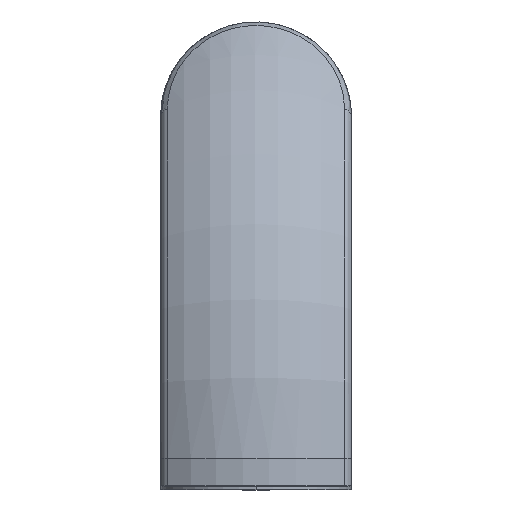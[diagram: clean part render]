
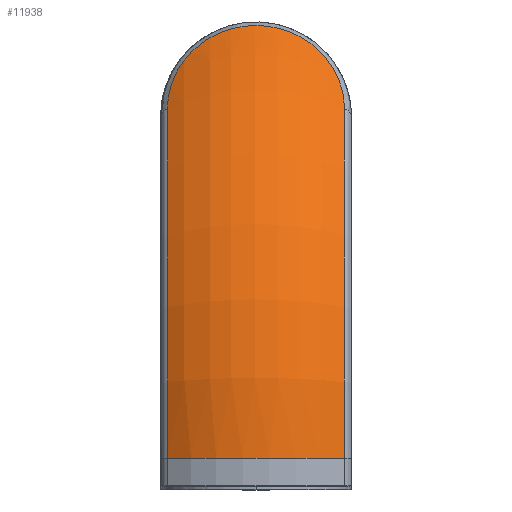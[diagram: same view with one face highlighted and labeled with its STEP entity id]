
A CAD part, top view. The second image highlights one B-rep face of the part: STEP entity #11938.
In plain terms, the highlighted toroidal (fillet/blend) face has major radius 72.969 mm and minor radius 28.521 mm.
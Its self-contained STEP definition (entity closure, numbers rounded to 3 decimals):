
#120 = CARTESIAN_POINT ( 'NONE',  ( 16.204, 2.482, 354.806 ) ) ;
#419 = CARTESIAN_POINT ( 'NONE',  ( 8.48, 14.568, 347.589 ) ) ;
#734 = DIRECTION ( 'NONE',  ( 0., 0., -1. ) ) ;
#851 = CARTESIAN_POINT ( 'NONE',  ( -8.517, 14.547, 347.597 ) ) ;
#997 = CARTESIAN_POINT ( 'NONE',  ( 0., -62.47, 356.479 ) ) ;
#998 = CARTESIAN_POINT ( 'NONE',  ( -10.334, 13.343, 348.06 ) ) ;
#1245 = ORIENTED_EDGE ( 'NONE', *, *, #15843, .T. ) ;
#1359 = EDGE_CURVE ( 'NONE', #11629, #11481, #12018, .T. ) ;
#2520 = AXIS2_PLACEMENT_3D ( 'NONE', #997, #28181, #28770 ) ;
#2683 = CARTESIAN_POINT ( 'NONE',  ( 14.362, 8.619, 350.402 ) ) ;
#2754 = ORIENTED_EDGE ( 'NONE', *, *, #1359, .T. ) ;
#2826 = CARTESIAN_POINT ( 'NONE',  ( 11.115, 12.655, 348.354 ) ) ;
#2937 = CARTESIAN_POINT ( 'NONE',  ( -16.204, 1.641, 355.554 ) ) ;
#2970 = CARTESIAN_POINT ( 'NONE',  ( -13.572, 9.883, 349.692 ) ) ;
#3111 = CARTESIAN_POINT ( 'NONE',  ( -12.62, 11.108, 349.068 ) ) ;
#3255 = CARTESIAN_POINT ( 'NONE',  ( -15.799, 5.079, 352.735 ) ) ;
#4057 = CARTESIAN_POINT ( 'NONE',  ( -16.204, -62.47, 283.511 ) ) ;
#4250 = B_SPLINE_CURVE_WITH_KNOTS ( 'NONE', 3,
 ( #11438, #120, #4488, #25173, #18391, #6910, #9320, #18550, #27744, #2683, #23357, #9761, #25767, #7204, #2826, #5522, #12318, #10205, #419, #12465, #5232, #26200, #26050, #21535, #14301, #23802, #10050, #4945, #28471, #9614, #25622, #14156, #7790, #5092, #18990, #851, #28183, #998, #23499, #16575, #18847, #3111, #28035, #14738, #2970, #23941, #5381, #19275, #12031, #17010, #3255, #11887, #21679, #7352, #21106, #21245 ),
 .UNSPECIFIED., .F., .F.,
 ( 4, 2, 2, 2, 2, 2, 2, 2, 2, 2, 2, 2, 2, 2, 2, 2, 2, 2, 2, 2, 2, 2, 2, 2, 2, 2, 2, 4 ),
 ( 0., 0.003, 0.005, 0.007, 0.008, 0.01, 0.013, 0.015, 0.017, 0.018, 0.02, 0.023, 0.025, 0.027, 0.029, 0.03, 0.034, 0.035, 0.037, 0.04, 0.041, 0.042, 0.044, 0.045, 0.047, 0.05, 0.052, 0.054 ),
 .UNSPECIFIED. ) ;
#4488 = CARTESIAN_POINT ( 'NONE',  ( 16.128, 3.338, 354.089 ) ) ;
#4637 = DIRECTION ( 'NONE',  ( 0., 0., 1. ) ) ;
#4945 = CARTESIAN_POINT ( 'NONE',  ( -0.581, 16.844, 346.83 ) ) ;
#5084 = VERTEX_POINT ( 'NONE', #11103 ) ;
#5092 = CARTESIAN_POINT ( 'NONE',  ( -7.042, 15.317, 347.322 ) ) ;
#5232 = CARTESIAN_POINT ( 'NONE',  ( 7.008, 15.333, 347.317 ) ) ;
#5381 = CARTESIAN_POINT ( 'NONE',  ( -14.369, 8.606, 350.41 ) ) ;
#5522 = CARTESIAN_POINT ( 'NONE',  ( 10.282, 13.349, 348.062 ) ) ;
#6910 = CARTESIAN_POINT ( 'NONE',  ( 15.517, 5.981, 352.098 ) ) ;
#7204 = CARTESIAN_POINT ( 'NONE',  ( 11.513, 12.287, 348.515 ) ) ;
#7352 = CARTESIAN_POINT ( 'NONE',  ( -16.185, 2.487, 354.812 ) ) ;
#7790 = CARTESIAN_POINT ( 'NONE',  ( -5.513, 15.959, 347.105 ) ) ;
#8281 = VERTEX_POINT ( 'NONE', #21188 ) ;
#9254 = CIRCLE ( 'NONE', #16971, 96.439 ) ;
#9320 = CARTESIAN_POINT ( 'NONE',  ( 15.365, 6.424, 351.793 ) ) ;
#9614 = CARTESIAN_POINT ( 'NONE',  ( -2.247, 16.704, 346.872 ) ) ;
#9761 = CARTESIAN_POINT ( 'NONE',  ( 13.275, 10.339, 349.441 ) ) ;
#10050 = CARTESIAN_POINT ( 'NONE',  ( 0.533, 16.845, 346.83 ) ) ;
#10205 = CARTESIAN_POINT ( 'NONE',  ( 8.948, 14.285, 347.694 ) ) ;
#10922 = EDGE_LOOP ( 'NONE', ( #1245, #26447, #11570, #2754 ) ) ;
#11103 = CARTESIAN_POINT ( 'NONE',  ( 16.204, 1.641, 355.554 ) ) ;
#11438 = CARTESIAN_POINT ( 'NONE',  ( 16.204, 1.641, 355.554 ) ) ;
#11481 = VERTEX_POINT ( 'NONE', #12624 ) ;
#11570 = ORIENTED_EDGE ( 'NONE', *, *, #19075, .T. ) ;
#11629 = VERTEX_POINT ( 'NONE', #2937 ) ;
#11674 = FACE_OUTER_BOUND ( 'NONE', #10922, .T. ) ;
#11887 = CARTESIAN_POINT ( 'NONE',  ( -16.045, 3.777, 353.748 ) ) ;
#11938 = ADVANCED_FACE ( 'NONE', ( #11674 ), #16631, .T. ) ;
#12018 = CIRCLE ( 'NONE', #14891, 96.439 ) ;
#12031 = CARTESIAN_POINT ( 'NONE',  ( -15.023, 7.283, 351.224 ) ) ;
#12318 = CARTESIAN_POINT ( 'NONE',  ( 9.849, 13.675, 347.931 ) ) ;
#12465 = CARTESIAN_POINT ( 'NONE',  ( 7.512, 15.092, 347.4 ) ) ;
#12624 = CARTESIAN_POINT ( 'NONE',  ( -16.204, -62.47, 379.949 ) ) ;
#14156 = CARTESIAN_POINT ( 'NONE',  ( -4.454, 16.287, 347.001 ) ) ;
#14238 = DIRECTION ( 'NONE',  ( -1., 0., 0. ) ) ;
#14299 = CARTESIAN_POINT ( 'NONE',  ( 16.204, -62.47, 283.511 ) ) ;
#14301 = CARTESIAN_POINT ( 'NONE',  ( 2.209, 16.709, 346.871 ) ) ;
#14738 = CARTESIAN_POINT ( 'NONE',  ( -13.274, 10.299, 349.474 ) ) ;
#14891 = AXIS2_PLACEMENT_3D ( 'NONE', #4057, #17173, #734 ) ;
#15045 = CIRCLE ( 'NONE', #2520, 28.521 ) ;
#15711 = EDGE_CURVE ( 'NONE', #8281, #5084, #9254, .T. ) ;
#15843 = EDGE_CURVE ( 'NONE', #11481, #8281, #15045, .T. ) ;
#15894 = DIRECTION ( 'NONE',  ( 0., 0., 1. ) ) ;
#16123 = DIRECTION ( 'NONE',  ( -1., 0., 0. ) ) ;
#16352 = CARTESIAN_POINT ( 'NONE',  ( 0., -62.47, 283.511 ) ) ;
#16575 = CARTESIAN_POINT ( 'NONE',  ( -12.088, 11.7, 348.785 ) ) ;
#16631 = TOROIDAL_SURFACE ( 'NONE', #20484, 72.969, 28.521 ) ;
#16971 = AXIS2_PLACEMENT_3D ( 'NONE', #14299, #16123, #4637 ) ;
#17010 = CARTESIAN_POINT ( 'NONE',  ( -15.55, 5.956, 352.103 ) ) ;
#17173 = DIRECTION ( 'NONE',  ( 1., 0., 0. ) ) ;
#18391 = CARTESIAN_POINT ( 'NONE',  ( 15.774, 5.094, 352.737 ) ) ;
#18550 = CARTESIAN_POINT ( 'NONE',  ( 15.013, 7.306, 351.21 ) ) ;
#18847 = CARTESIAN_POINT ( 'NONE',  ( -12.27, 11.504, 348.877 ) ) ;
#18990 = CARTESIAN_POINT ( 'NONE',  ( -7.541, 15.077, 347.405 ) ) ;
#19075 = EDGE_CURVE ( 'NONE', #5084, #11629, #4250, .T. ) ;
#19275 = CARTESIAN_POINT ( 'NONE',  ( -14.821, 7.729, 350.941 ) ) ;
#20484 = AXIS2_PLACEMENT_3D ( 'NONE', #16352, #14238, #15894 ) ;
#21106 = CARTESIAN_POINT ( 'NONE',  ( -16.204, 2.061, 355.18 ) ) ;
#21188 = CARTESIAN_POINT ( 'NONE',  ( 16.204, -62.47, 379.949 ) ) ;
#21245 = CARTESIAN_POINT ( 'NONE',  ( -16.204, 1.641, 355.554 ) ) ;
#21535 = CARTESIAN_POINT ( 'NONE',  ( 2.766, 16.626, 346.896 ) ) ;
#21679 = CARTESIAN_POINT ( 'NONE',  ( -16.105, 3.346, 354.096 ) ) ;
#23357 = CARTESIAN_POINT ( 'NONE',  ( 14.109, 9.056, 350.15 ) ) ;
#23499 = CARTESIAN_POINT ( 'NONE',  ( -11.156, 12.653, 348.346 ) ) ;
#23802 = CARTESIAN_POINT ( 'NONE',  ( 1.091, 16.819, 346.838 ) ) ;
#23941 = CARTESIAN_POINT ( 'NONE',  ( -14.12, 9.037, 350.161 ) ) ;
#25173 = CARTESIAN_POINT ( 'NONE',  ( 15.88, 4.65, 353.069 ) ) ;
#25622 = CARTESIAN_POINT ( 'NONE',  ( -2.802, 16.62, 346.898 ) ) ;
#25767 = CARTESIAN_POINT ( 'NONE',  ( 12.628, 11.15, 349.037 ) ) ;
#26050 = CARTESIAN_POINT ( 'NONE',  ( 4.405, 16.299, 346.997 ) ) ;
#26200 = CARTESIAN_POINT ( 'NONE',  ( 5.466, 15.976, 347.099 ) ) ;
#26447 = ORIENTED_EDGE ( 'NONE', *, *, #15711, .T. ) ;
#27744 = CARTESIAN_POINT ( 'NONE',  ( 14.813, 7.745, 350.931 ) ) ;
#28035 = CARTESIAN_POINT ( 'NONE',  ( -12.788, 10.907, 349.167 ) ) ;
#28181 = DIRECTION ( 'NONE',  ( 0., 1., 0. ) ) ;
#28183 = CARTESIAN_POINT ( 'NONE',  ( -8.986, 14.261, 347.704 ) ) ;
#28471 = CARTESIAN_POINT ( 'NONE',  ( -1.137, 16.816, 346.839 ) ) ;
#28770 = DIRECTION ( 'NONE',  ( 0., 0., -1. ) ) ;
